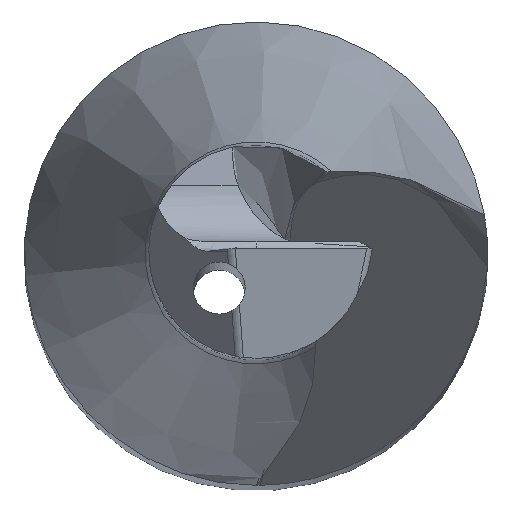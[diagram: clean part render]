
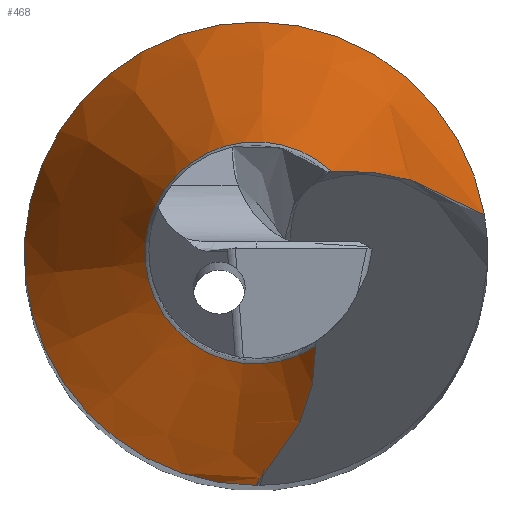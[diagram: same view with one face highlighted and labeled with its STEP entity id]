
A CAD part, top view. The second image highlights one B-rep face of the part: STEP entity #468.
In plain terms, the highlighted conical face has half-angle 15 degrees and reference radius 0.925 mm.
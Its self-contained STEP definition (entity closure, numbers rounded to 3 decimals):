
#15 = DIRECTION ( 'NONE',  ( 0., 0., -1. ) ) ;
#30 = CARTESIAN_POINT ( 'NONE',  ( 0., 0., 31.3 ) ) ;
#36 = CARTESIAN_POINT ( 'NONE',  ( 0.887, 0.71, 30.513 ) ) ;
#44 = FACE_OUTER_BOUND ( 'NONE', #364, .T. ) ;
#91 = CARTESIAN_POINT ( 'NONE',  ( 0.003, -2., 27.288 ) ) ;
#113 = CONICAL_SURFACE ( 'NONE', #182, 0.925, 0.262 ) ;
#151 = CARTESIAN_POINT ( 'NONE',  ( 0.657, 0.704, 31.159 ) ) ;
#155 = B_SPLINE_CURVE_WITH_KNOTS ( 'NONE', 3,
 ( #151, #522, #503, #36, #1307, #640, #389, #997, #862, #371, #277, #733 ),
 .UNSPECIFIED., .F., .F.,
 ( 4, 2, 2, 2, 2, 4 ),
 ( 0., 0.001, 0.001, 0.002, 0.003, 0.004 ),
 .UNSPECIFIED. ) ;
#164 = VERTEX_POINT ( 'NONE', #1126 ) ;
#182 = AXIS2_PLACEMENT_3D ( 'NONE', #30, #964, #871 ) ;
#184 = AXIS2_PLACEMENT_3D ( 'NONE', #1482, #1136, #339 ) ;
#221 = EDGE_CURVE ( 'NONE', #1195, #818, #958, .T. ) ;
#253 = EDGE_CURVE ( 'NONE', #1293, #1407, #1381, .T. ) ;
#262 = ORIENTED_EDGE ( 'NONE', *, *, #253, .T. ) ;
#275 = EDGE_CURVE ( 'NONE', #1407, #164, #454, .T. ) ;
#277 = CARTESIAN_POINT ( 'NONE',  ( 1.872, 0.41, 27.608 ) ) ;
#339 = DIRECTION ( 'NONE',  ( -1., 0., 0. ) ) ;
#359 = CARTESIAN_POINT ( 'NONE',  ( 0.003, -2., 27.288 ) ) ;
#364 = EDGE_LOOP ( 'NONE', ( #970, #1461, #739, #1006, #262, #1108 ) ) ;
#371 = CARTESIAN_POINT ( 'NONE',  ( 1.768, 0.471, 27.929 ) ) ;
#389 = CARTESIAN_POINT ( 'NONE',  ( 1.231, 0.661, 29.545 ) ) ;
#396 = CARTESIAN_POINT ( 'NONE',  ( 0.33, -1.584, 28.732 ) ) ;
#419 = CARTESIAN_POINT ( 'NONE',  ( 0.657, 0.704, 31.159 ) ) ;
#454 = B_SPLINE_CURVE_WITH_KNOTS ( 'NONE', 3,
 ( #91, #658, #924, #552 ),
 .UNSPECIFIED., .F., .F.,
 ( 4, 4 ),
 ( 0., 0. ),
 .UNSPECIFIED. ) ;
#468 = ADVANCED_FACE ( 'NONE', ( #44 ), #113, .T. ) ;
#499 = EDGE_CURVE ( 'NONE', #818, #1293, #155, .T. ) ;
#503 = CARTESIAN_POINT ( 'NONE',  ( 0.77, 0.714, 30.836 ) ) ;
#522 = CARTESIAN_POINT ( 'NONE',  ( 0.711, 0.713, 30.997 ) ) ;
#552 = CARTESIAN_POINT ( 'NONE',  ( 0.048, -1.935, 27.53 ) ) ;
#597 = CARTESIAN_POINT ( 'NONE',  ( 0., 0., 31.173 ) ) ;
#620 = CARTESIAN_POINT ( 'NONE',  ( 0.048, -1.935, 27.53 ) ) ;
#640 = CARTESIAN_POINT ( 'NONE',  ( 1.119, 0.682, 29.869 ) ) ;
#658 = CARTESIAN_POINT ( 'NONE',  ( 0.011, -1.978, 27.37 ) ) ;
#710 = CARTESIAN_POINT ( 'NONE',  ( 0.515, -0.809, 31.173 ) ) ;
#729 = CARTESIAN_POINT ( 'NONE',  ( 0.652, 0.703, 31.173 ) ) ;
#733 = CARTESIAN_POINT ( 'NONE',  ( 1.972, 0.335, 27.288 ) ) ;
#737 = EDGE_CURVE ( 'NONE', #164, #978, #1435, .T. ) ;
#739 = ORIENTED_EDGE ( 'NONE', *, *, #221, .T. ) ;
#778 = CARTESIAN_POINT ( 'NONE',  ( 1.972, 0.335, 27.288 ) ) ;
#818 = VERTEX_POINT ( 'NONE', #1200 ) ;
#862 = CARTESIAN_POINT ( 'NONE',  ( 1.557, 0.568, 28.575 ) ) ;
#868 = CARTESIAN_POINT ( 'NONE',  ( 0.486, -1.2, 29.945 ) ) ;
#871 = DIRECTION ( 'NONE',  ( 1., 0., 0. ) ) ;
#915 = CARTESIAN_POINT ( 'NONE',  ( 0.652, 0.703, 31.173 ) ) ;
#924 = CARTESIAN_POINT ( 'NONE',  ( 0.027, -1.956, 27.451 ) ) ;
#958 = B_SPLINE_CURVE_WITH_KNOTS ( 'NONE', 3,
 ( #915, #1489, #1502, #419 ),
 .UNSPECIFIED., .F., .F.,
 ( 4, 4 ),
 ( 0., 0. ),
 .UNSPECIFIED. ) ;
#964 = DIRECTION ( 'NONE',  ( 0., 0., -1. ) ) ;
#970 = ORIENTED_EDGE ( 'NONE', *, *, #737, .T. ) ;
#978 = VERTEX_POINT ( 'NONE', #710 ) ;
#981 = CIRCLE ( 'NONE', #1295, 0.959 ) ;
#993 = EDGE_CURVE ( 'NONE', #978, #1195, #981, .T. ) ;
#997 = CARTESIAN_POINT ( 'NONE',  ( 1.449, 0.604, 28.898 ) ) ;
#1006 = ORIENTED_EDGE ( 'NONE', *, *, #499, .T. ) ;
#1071 = CARTESIAN_POINT ( 'NONE',  ( 0.522, -1., 30.558 ) ) ;
#1080 = CARTESIAN_POINT ( 'NONE',  ( 0.515, -0.809, 31.173 ) ) ;
#1108 = ORIENTED_EDGE ( 'NONE', *, *, #275, .T. ) ;
#1126 = CARTESIAN_POINT ( 'NONE',  ( 0.048, -1.935, 27.53 ) ) ;
#1136 = DIRECTION ( 'NONE',  ( 0., 0., 1. ) ) ;
#1195 = VERTEX_POINT ( 'NONE', #729 ) ;
#1200 = CARTESIAN_POINT ( 'NONE',  ( 0.657, 0.704, 31.159 ) ) ;
#1293 = VERTEX_POINT ( 'NONE', #778 ) ;
#1295 = AXIS2_PLACEMENT_3D ( 'NONE', #597, #15, #1506 ) ;
#1307 = CARTESIAN_POINT ( 'NONE',  ( 0.946, 0.705, 30.352 ) ) ;
#1381 = CIRCLE ( 'NONE', #184, 2. ) ;
#1407 = VERTEX_POINT ( 'NONE', #359 ) ;
#1435 = B_SPLINE_CURVE_WITH_KNOTS ( 'NONE', 3,
 ( #620, #1436, #396, #868, #1071, #1080 ),
 .UNSPECIFIED., .F., .F.,
 ( 4, 2, 4 ),
 ( 0., 0.002, 0.004 ),
 .UNSPECIFIED. ) ;
#1436 = CARTESIAN_POINT ( 'NONE',  ( 0.209, -1.77, 28.131 ) ) ;
#1461 = ORIENTED_EDGE ( 'NONE', *, *, #993, .T. ) ;
#1482 = CARTESIAN_POINT ( 'NONE',  ( 0., 0., 27.288 ) ) ;
#1489 = CARTESIAN_POINT ( 'NONE',  ( 0.654, 0.704, 31.168 ) ) ;
#1502 = CARTESIAN_POINT ( 'NONE',  ( 0.655, 0.704, 31.164 ) ) ;
#1506 = DIRECTION ( 'NONE',  ( 1., 0., 0. ) ) ;
